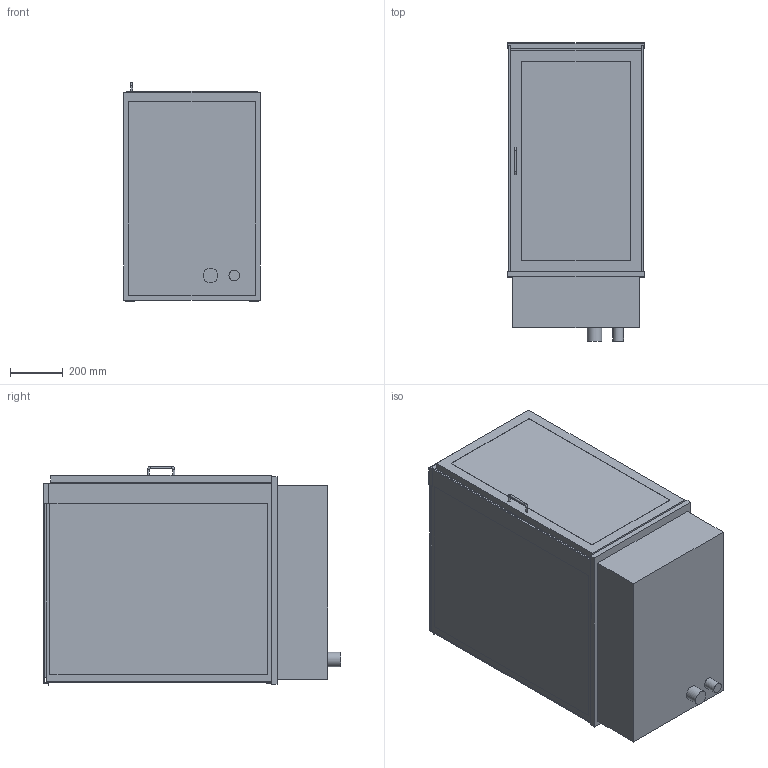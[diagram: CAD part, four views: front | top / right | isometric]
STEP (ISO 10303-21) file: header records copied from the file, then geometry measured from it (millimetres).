
FILE_DESCRIPTION(/* description */ ('vereinfachtes Modell'),/* implementation_level */ '2;1');
FILE_NAME(/* name */ '3D-AKE-00006262.stp',/* time_stamp */ '2025-02-06T11:44:15+01:00',/* author */ ('marina.schachner'),/* organization */ (''),/* preprocessor_version */ 'ST-DEVELOPER v20',/* originating_system */ 'Autodesk Inventor 2024',/* authorisation */ '');
FILE_SCHEMA (('AUTOMOTIVE_DESIGN { 1 0 10303 214 3 1 1 }'));
Length unit declared in the file: millimetre
Products named in the file (1): 3D-AKE-00006252
Bounding box: 518 x 1128 x 829.5 mm (x, y, z)
Volume: 81201955.6 mm3; surface area: 12049698.9 mm2
Topology: 49 solids, 49 shells, 501 faces, 1195 edges, 794 vertices
Faces by surface type: plane 450, cylinder 49, torus 2
Full cylindrical faces by diameter (mm): 8 x3, 40 x1, 55 x1
Entity records: 14306 total; most frequent: CARTESIAN_POINT 2491, ORIENTED_EDGE 2390, DIRECTION 2303, EDGE_CURVE 1195, LINE 1091, VECTOR 1091, VERTEX_POINT 794, AXIS2_PLACEMENT_3D 606
